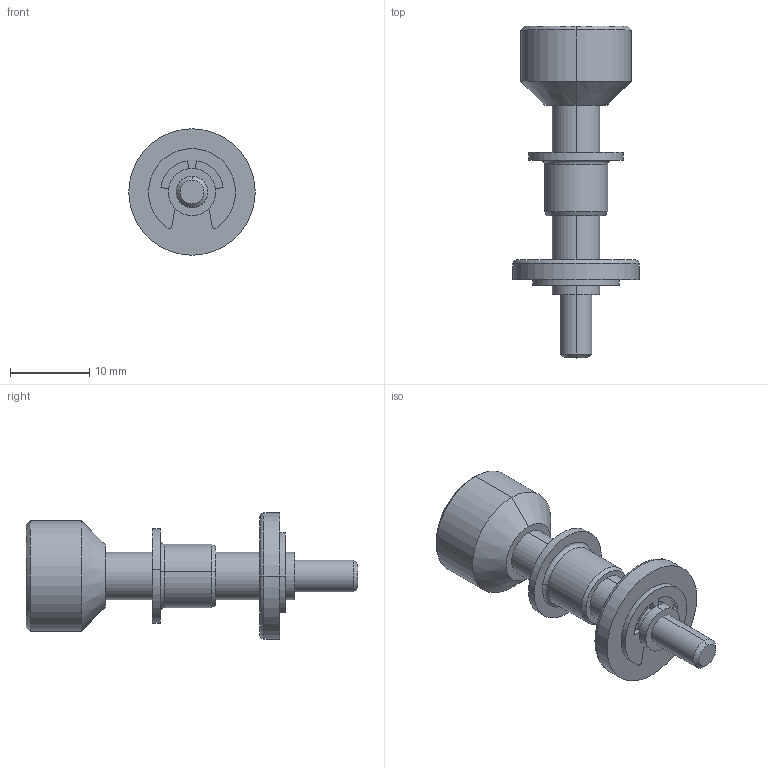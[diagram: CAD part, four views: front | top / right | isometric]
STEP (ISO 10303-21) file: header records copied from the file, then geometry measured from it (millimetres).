
FILE_DESCRIPTION (( 'STEP AP214' ), '1' );
FILE_NAME ('INGUN_115385.STEP', '2024-03-01T10:02:13', ( '' ), ( '' ), 'SwSTEP 2.0', 'SolidWorks 2021', '' );
FILE_SCHEMA (( 'AUTOMOTIVE_DESIGN' ));
Length unit declared in the file: millimetre
Products named in the file (5): INGUN_115385; 115209~1-1; 112838~2-1; DIN_6799_-_A2~n(d 5); 53729~0-1
Assembly tree (4 placements, depth 2):
  INGUN_115385
    112838~2-1
    DIN_6799_-_A2~n(d 5)
    53729~0-1
    115209~1-1
Bounding box: 16 x 42 x 16 mm (x, y, z)
Volume: 2708 mm3; surface area: 2389.8 mm2
Topology: 4 solids, 4 shells, 77 faces, 178 edges, 114 vertices
Faces by surface type: cylinder 46, plane 19, cone 8, torus 4
Entity records: 2432 total; most frequent: DIRECTION 452, CARTESIAN_POINT 376, ORIENTED_EDGE 356, AXIS2_PLACEMENT_3D 190, EDGE_CURVE 178, VERTEX_POINT 114, CIRCLE 106, EDGE_LOOP 86
